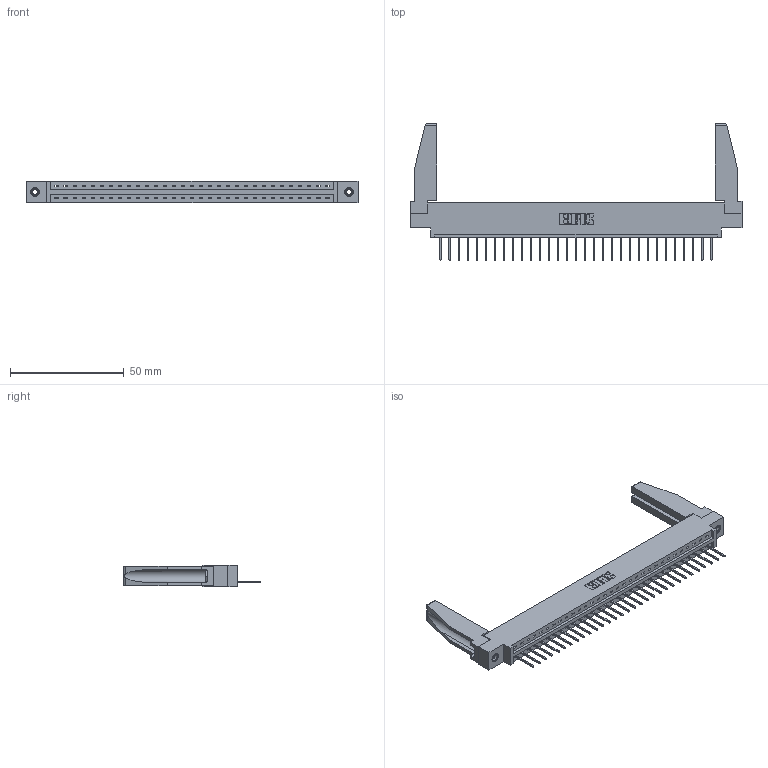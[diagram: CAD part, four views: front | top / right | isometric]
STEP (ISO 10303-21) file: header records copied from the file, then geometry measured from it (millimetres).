
FILE_DESCRIPTION (( 'STEP AP203' ), '1' );
FILE_NAME ('337-031-523-678.STEP', '2019-10-01T01:11:50', ( '' ), ( '' ), 'SwSTEP 2.0', 'SolidWorks 2016', '' );
FILE_SCHEMA (( 'CONFIG_CONTROL_DESIGN' ));
Length unit declared in the file: inch
Products named in the file (5): 337-031-523-678; 307-220-078; 345-250-001_345-250-001-102; 345-292-001_345-293-123; 337 Part_0.170 Offset - 0.156 Dia-TI
Assembly tree (36 placements, depth 2):
  337-031-523-678
    337 Part_0.170 Offset - 0.156 Dia-TI
    345-292-001_345-293-123  x31
    345-250-001_345-250-001-102  x2
    307-220-078  x2
Bounding box: 145.85 x 59.95 x 9.4 mm (x, y, z)
Volume: 18884.5 mm3; surface area: 19287.4 mm2
Topology: 36 solids, 36 shells, 2170 faces, 6481 edges, 4270 vertices
Faces by surface type: plane 1584, cylinder 570, cone 12, torus 4
Entity records: 27056 total; most frequent: CARTESIAN_POINT 4705, ORIENTED_EDGE 4628, DIRECTION 3992, EDGE_CURVE 2314, VECTOR 2148, LINE 2148, VERTEX_POINT 1536, AXIS2_PLACEMENT_3D 922
